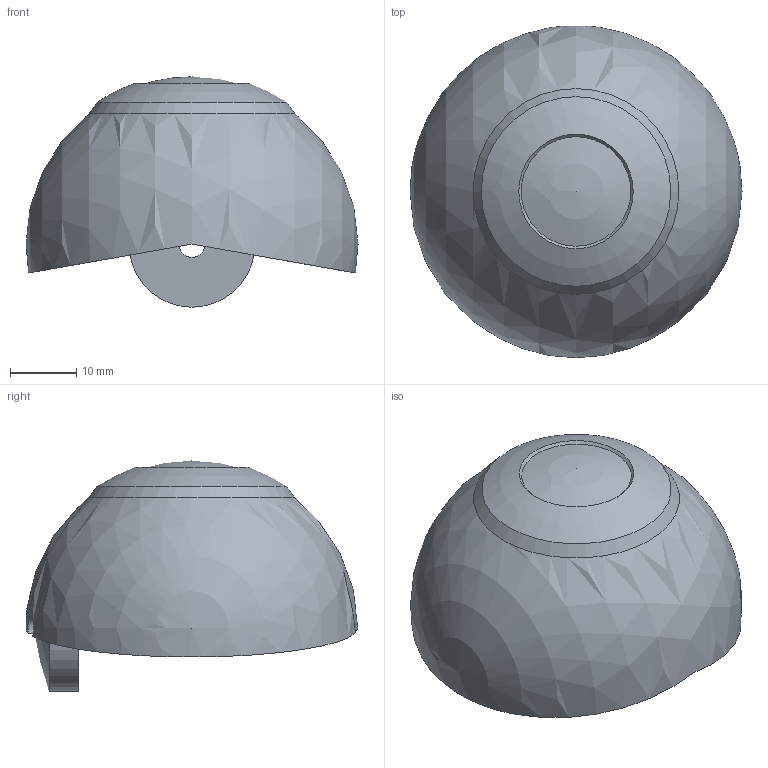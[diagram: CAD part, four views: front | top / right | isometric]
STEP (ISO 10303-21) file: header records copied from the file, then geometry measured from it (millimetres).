
FILE_DESCRIPTION(/* description */ (''),/* implementation_level */ '2;1');
FILE_NAME(/* name */ 'Eyeball-GWS pico v1.step',/* time_stamp */ '2019-11-07T17:27:02+09:00',/* author */ (''),/* organization */ (''),/* preprocessor_version */ 'ST-DEVELOPER v18',/* originating_system */ 'Autodesk Translation Framework v8.6.0.1094',/* authorisation */ '');
FILE_SCHEMA (('AUTOMOTIVE_DESIGN { 1 0 10303 214 3 1 1 }'));
Length unit declared in the file: millimetre
Products named in the file (1): Eyeball-GWS pico
Bounding box: 50 x 49.92 x 34.7 mm (x, y, z)
Volume: 9182.3 mm3; surface area: 10360.4 mm2
Topology: 1 solids, 1 shells, 39 faces, 115 edges, 74 vertices
Faces by surface type: plane 19, sphere 9, cylinder 9, cone 2
Full cylindrical faces by diameter (mm): 1.4 x2, 3.5 x2, 4 x1, 19 x1
Entity records: 1425 total; most frequent: CARTESIAN_POINT 304, DIRECTION 251, ORIENTED_EDGE 220, EDGE_CURVE 110, AXIS2_PLACEMENT_3D 109, VERTEX_POINT 74, CIRCLE 69, EDGE_LOOP 46
